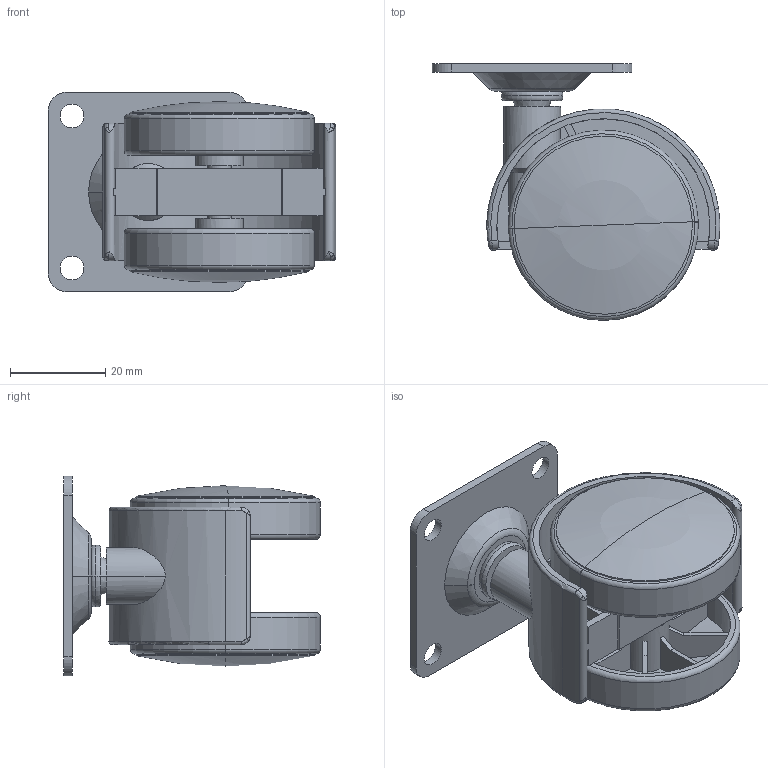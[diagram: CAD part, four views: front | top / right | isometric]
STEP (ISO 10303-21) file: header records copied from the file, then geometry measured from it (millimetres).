
FILE_DESCRIPTION(('STEP AP203'),'1');
FILE_NAME('f75_040_pl.stp','2023-07-13T07:41:41',('TraceParts'),('TraceParts S.A.'),'Spatial InterOp 3D',' ',' ');
FILE_SCHEMA(('CONFIG_CONTROL_DESIGN'));
Length unit declared in the file: millimetre
Products named in the file (1): 1
Bounding box: 60.5 x 54 x 42 mm (x, y, z)
Volume: 24719.3 mm3; surface area: 26367.9 mm2
Topology: 6 solids, 6 shells, 374 faces, 962 edges, 607 vertices
Faces by surface type: plane 119, cylinder 99, cone 74, torus 46, sphere 28, bspline 8
Entity records: 12103 total; most frequent: CARTESIAN_POINT 2670, DIRECTION 2146, ORIENTED_EDGE 1904, EDGE_CURVE 952, AXIS2_PLACEMENT_3D 888, VERTEX_POINT 607, CIRCLE 516, EDGE_LOOP 403
